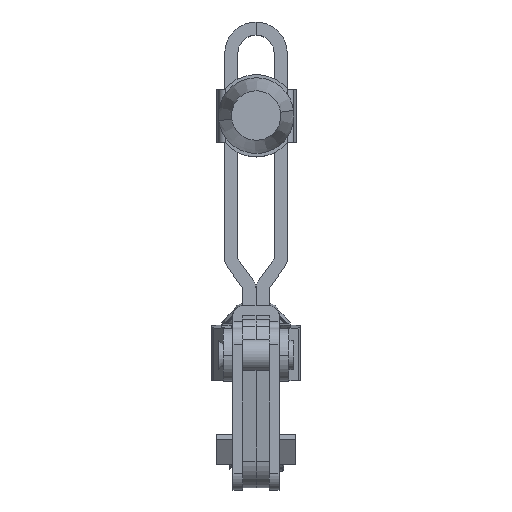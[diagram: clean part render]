
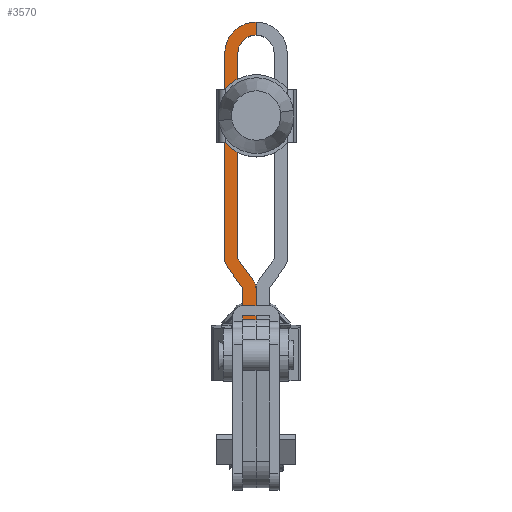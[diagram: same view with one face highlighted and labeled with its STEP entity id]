
A CAD part, front view. The second image highlights one B-rep face of the part: STEP entity #3570.
In plain terms, the highlighted face is planar.
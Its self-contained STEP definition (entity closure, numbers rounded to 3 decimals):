
#243 = LINE ( 'NONE', #1418, #23618 ) ;
#465 = CARTESIAN_POINT ( 'NONE',  ( -137.521, 3.998, 8. ) ) ;
#652 = CARTESIAN_POINT ( 'NONE',  ( -60.52, 7.996, 8. ) ) ;
#902 = VERTEX_POINT ( 'NONE', #25142 ) ;
#1291 = DIRECTION ( 'NONE',  ( -1., 0., 0. ) ) ;
#1418 = CARTESIAN_POINT ( 'NONE',  ( -137.521, 3.998, 8. ) ) ;
#1585 = DIRECTION ( 'NONE',  ( -1., 0., 0. ) ) ;
#2809 = VECTOR ( 'NONE', #8044, 1000. ) ;
#3123 = EDGE_CURVE ( 'NONE', #26411, #33085, #9045, .T. ) ;
#3538 = ORIENTED_EDGE ( 'NONE', *, *, #17190, .T. ) ;
#3570 = ADVANCED_FACE ( 'NONE', ( #23572 ), #9231, .F. ) ;
#3754 = VERTEX_POINT ( 'NONE', #465 ) ;
#3949 = AXIS2_PLACEMENT_3D ( 'NONE', #16260, #36833, #19184 ) ;
#4095 = ORIENTED_EDGE ( 'NONE', *, *, #10419, .T. ) ;
#4379 = CARTESIAN_POINT ( 'NONE',  ( -141.521, 13.499, 8. ) ) ;
#4426 = VERTEX_POINT ( 'NONE', #32738 ) ;
#4530 = CARTESIAN_POINT ( 'NONE',  ( -60.52, 3.998, 8. ) ) ;
#4929 = VERTEX_POINT ( 'NONE', #33839 ) ;
#5000 = VERTEX_POINT ( 'NONE', #19409 ) ;
#5479 = CARTESIAN_POINT ( 'NONE',  ( -69.518, 9.499, 8. ) ) ;
#5674 = LINE ( 'NONE', #7184, #12566 ) ;
#5747 = VECTOR ( 'NONE', #24079, 1000. ) ;
#6071 = CIRCLE ( 'NONE', #3949, 9.501 ) ;
#6128 = LINE ( 'NONE', #32926, #21717 ) ;
#7184 = CARTESIAN_POINT ( 'NONE',  ( 0., 7.996, 8. ) ) ;
#7472 = CIRCLE ( 'NONE', #23931, 4. ) ;
#7926 = CARTESIAN_POINT ( 'NONE',  ( -69.518, 9.499, 8. ) ) ;
#8044 = DIRECTION ( 'NONE',  ( -0.814, 0.58, 0. ) ) ;
#8456 = DIRECTION ( 'NONE',  ( 1., 0., 0. ) ) ;
#8659 = VERTEX_POINT ( 'NONE', #29056 ) ;
#8717 = CARTESIAN_POINT ( 'NONE',  ( -141.521, 3.998, 8. ) ) ;
#9045 = LINE ( 'NONE', #4379, #17183 ) ;
#9231 = PLANE ( 'NONE',  #12168 ) ;
#9269 = CARTESIAN_POINT ( 'NONE',  ( -51.022, -21.501, 8. ) ) ;
#9907 = CARTESIAN_POINT ( 'NONE',  ( -132.02, 3.998, 8. ) ) ;
#10419 = EDGE_CURVE ( 'NONE', #26411, #902, #7472, .T. ) ;
#11032 = ORIENTED_EDGE ( 'NONE', *, *, #20905, .T. ) ;
#12097 = CIRCLE ( 'NONE', #36682, 5.501 ) ;
#12168 = AXIS2_PLACEMENT_3D ( 'NONE', #26824, #12188, #32756 ) ;
#12188 = DIRECTION ( 'NONE',  ( 0., 0., 1. ) ) ;
#12566 = VECTOR ( 'NONE', #30679, 1000. ) ;
#12869 = DIRECTION ( 'NONE',  ( 1., 0., 0. ) ) ;
#13102 = VERTEX_POINT ( 'NONE', #4530 ) ;
#13563 = LINE ( 'NONE', #652, #5747 ) ;
#14102 = VECTOR ( 'NONE', #26861, 1000. ) ;
#15929 = LINE ( 'NONE', #9269, #14102 ) ;
#16260 = CARTESIAN_POINT ( 'NONE',  ( -132.02, 3.998, 8. ) ) ;
#16844 = CARTESIAN_POINT ( 'NONE',  ( -132.02, 13.499, 8. ) ) ;
#17183 = VECTOR ( 'NONE', #1585, 1000. ) ;
#17190 = EDGE_CURVE ( 'NONE', #4929, #8659, #28269, .T. ) ;
#17217 = EDGE_CURVE ( 'NONE', #902, #28898, #13563, .T. ) ;
#17393 = CARTESIAN_POINT ( 'NONE',  ( -60.52, 7.996, 8. ) ) ;
#18183 = CARTESIAN_POINT ( 'NONE',  ( -69.518, 9.499, 8. ) ) ;
#19184 = DIRECTION ( 'NONE',  ( 1., 0., 0. ) ) ;
#19240 = EDGE_CURVE ( 'NONE', #30031, #13102, #6128, .T. ) ;
#19372 = EDGE_CURVE ( 'NONE', #8659, #3754, #12097, .T. ) ;
#19409 = CARTESIAN_POINT ( 'NONE',  ( -51.022, 7.996, 8. ) ) ;
#20090 = ORIENTED_EDGE ( 'NONE', *, *, #19240, .T. ) ;
#20340 = DIRECTION ( 'NONE',  ( 1., 0., 0. ) ) ;
#20435 = VECTOR ( 'NONE', #21122, 1000. ) ;
#20905 = EDGE_CURVE ( 'NONE', #13102, #4426, #34562, .T. ) ;
#21122 = DIRECTION ( 'NONE',  ( -1., 0., 0. ) ) ;
#21717 = VECTOR ( 'NONE', #24016, 1000. ) ;
#22385 = CARTESIAN_POINT ( 'NONE',  ( -51.022, 3.998, 8. ) ) ;
#23572 = FACE_OUTER_BOUND ( 'NONE', #27355, .T. ) ;
#23618 = VECTOR ( 'NONE', #1291, 1000. ) ;
#23931 = AXIS2_PLACEMENT_3D ( 'NONE', #5479, #26019, #8456 ) ;
#24016 = DIRECTION ( 'NONE',  ( -1., 0., 0. ) ) ;
#24079 = DIRECTION ( 'NONE',  ( 0.814, -0.581, 0. ) ) ;
#24895 = ORIENTED_EDGE ( 'NONE', *, *, #34522, .T. ) ;
#25142 = CARTESIAN_POINT ( 'NONE',  ( -67.196, 12.756, 8. ) ) ;
#25737 = EDGE_CURVE ( 'NONE', #34718, #33085, #6071, .T. ) ;
#26019 = DIRECTION ( 'NONE',  ( 0., 0., -1. ) ) ;
#26411 = VERTEX_POINT ( 'NONE', #28793 ) ;
#26824 = CARTESIAN_POINT ( 'NONE',  ( -141.521, -21.501, 8. ) ) ;
#26861 = DIRECTION ( 'NONE',  ( 0., 1., 0. ) ) ;
#27355 = EDGE_LOOP ( 'NONE', ( #33339, #20090, #11032, #36200, #3538, #33043, #24895, #36872, #37436, #4095, #30261, #32974 ) ) ;
#28258 = EDGE_CURVE ( 'NONE', #4426, #4929, #34994, .T. ) ;
#28269 = LINE ( 'NONE', #18183, #20435 ) ;
#28793 = CARTESIAN_POINT ( 'NONE',  ( -69.518, 13.499, 8. ) ) ;
#28898 = VERTEX_POINT ( 'NONE', #35748 ) ;
#29056 = CARTESIAN_POINT ( 'NONE',  ( -132.02, 9.499, 8. ) ) ;
#30031 = VERTEX_POINT ( 'NONE', #22385 ) ;
#30261 = ORIENTED_EDGE ( 'NONE', *, *, #17217, .T. ) ;
#30478 = DIRECTION ( 'NONE',  ( 0., 0., 1. ) ) ;
#30679 = DIRECTION ( 'NONE',  ( 1., 0., 0. ) ) ;
#32738 = CARTESIAN_POINT ( 'NONE',  ( -62.84, 4.74, 8. ) ) ;
#32756 = DIRECTION ( 'NONE',  ( 1., 0., 0. ) ) ;
#32926 = CARTESIAN_POINT ( 'NONE',  ( 0., 3.998, 8. ) ) ;
#32974 = ORIENTED_EDGE ( 'NONE', *, *, #35986, .T. ) ;
#33043 = ORIENTED_EDGE ( 'NONE', *, *, #19372, .T. ) ;
#33085 = VERTEX_POINT ( 'NONE', #16844 ) ;
#33198 = AXIS2_PLACEMENT_3D ( 'NONE', #17393, #37977, #20340 ) ;
#33339 = ORIENTED_EDGE ( 'NONE', *, *, #37531, .F. ) ;
#33839 = CARTESIAN_POINT ( 'NONE',  ( -69.518, 9.499, 8. ) ) ;
#34522 = EDGE_CURVE ( 'NONE', #3754, #34718, #243, .T. ) ;
#34562 = CIRCLE ( 'NONE', #33198, 3.998 ) ;
#34718 = VERTEX_POINT ( 'NONE', #8717 ) ;
#34994 = LINE ( 'NONE', #7926, #2809 ) ;
#35748 = CARTESIAN_POINT ( 'NONE',  ( -60.52, 7.996, 8. ) ) ;
#35986 = EDGE_CURVE ( 'NONE', #28898, #5000, #5674, .T. ) ;
#36200 = ORIENTED_EDGE ( 'NONE', *, *, #28258, .T. ) ;
#36682 = AXIS2_PLACEMENT_3D ( 'NONE', #9907, #30478, #12869 ) ;
#36833 = DIRECTION ( 'NONE',  ( 0., 0., -1. ) ) ;
#36872 = ORIENTED_EDGE ( 'NONE', *, *, #25737, .T. ) ;
#37436 = ORIENTED_EDGE ( 'NONE', *, *, #3123, .F. ) ;
#37531 = EDGE_CURVE ( 'NONE', #30031, #5000, #15929, .T. ) ;
#37977 = DIRECTION ( 'NONE',  ( 0., 0., -1. ) ) ;
